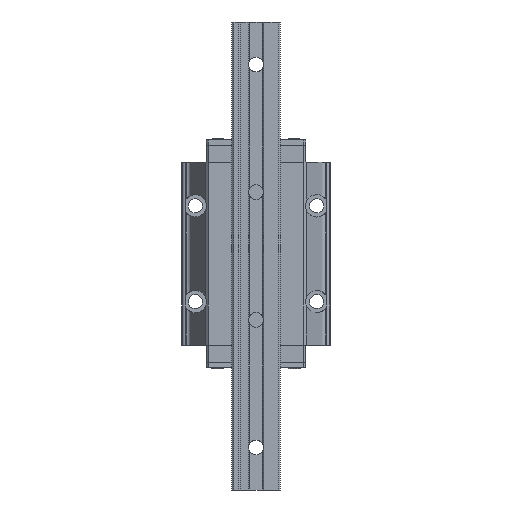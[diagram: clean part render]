
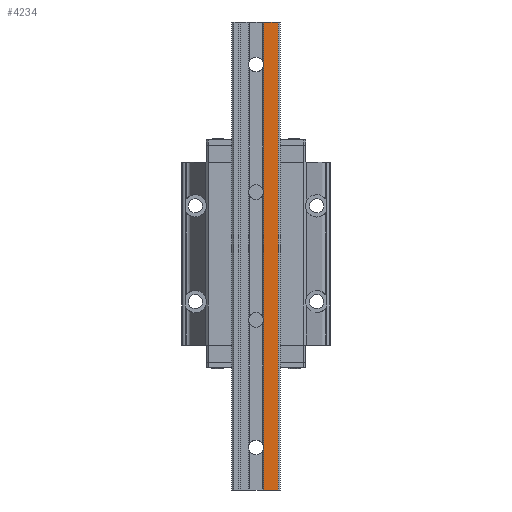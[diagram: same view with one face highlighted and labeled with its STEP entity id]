
A CAD part, front view. The second image highlights one B-rep face of the part: STEP entity #4234.
In plain terms, the highlighted planar face has unit normal (0, -1, 0).
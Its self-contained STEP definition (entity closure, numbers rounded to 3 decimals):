
#265 = AXIS2_PLACEMENT_3D ( 'NONE', #6954, #5690, #4437 ) ;
#660 = EDGE_CURVE ( 'NONE', #10028, #8646, #6885, .T. ) ;
#1178 = VECTOR ( 'NONE', #2787, 1000. ) ;
#1197 = EDGE_CURVE ( 'NONE', #8646, #8394, #5386, .T. ) ;
#2200 = ORIENTED_EDGE ( 'NONE', *, *, #9644, .F. ) ;
#2787 = DIRECTION ( 'NONE',  ( 1., 0., 0. ) ) ;
#2831 = EDGE_LOOP ( 'NONE', ( #10419, #2200, #11698, #8177 ) ) ;
#2866 = DIRECTION ( 'NONE',  ( 0., 0., 1. ) ) ;
#3980 = VECTOR ( 'NONE', #4368, 1000. ) ;
#4052 = EDGE_CURVE ( 'NONE', #5173, #8394, #5305, .T. ) ;
#4057 = CARTESIAN_POINT ( 'NONE',  ( 3.7, -20., 0. ) ) ;
#4138 = CARTESIAN_POINT ( 'NONE',  ( 10.4, -20., -220. ) ) ;
#4234 = ADVANCED_FACE ( 'NONE', ( #11607 ), #8213, .T. ) ;
#4368 = DIRECTION ( 'NONE',  ( 1., 0., 0. ) ) ;
#4437 = DIRECTION ( 'NONE',  ( 0., 0., -1. ) ) ;
#5173 = VERTEX_POINT ( 'NONE', #10279 ) ;
#5305 = LINE ( 'NONE', #4057, #1178 ) ;
#5386 = LINE ( 'NONE', #4138, #8098 ) ;
#5613 = CARTESIAN_POINT ( 'NONE',  ( 3.7, -20., -220. ) ) ;
#5690 = DIRECTION ( 'NONE',  ( 0., -1., 0. ) ) ;
#6522 = DIRECTION ( 'NONE',  ( 0., 0., 1. ) ) ;
#6885 = LINE ( 'NONE', #5613, #3980 ) ;
#6954 = CARTESIAN_POINT ( 'NONE',  ( 3.7, -20., -220. ) ) ;
#7228 = VECTOR ( 'NONE', #6522, 1000. ) ;
#7777 = CARTESIAN_POINT ( 'NONE',  ( 3.7, -20., -220. ) ) ;
#8098 = VECTOR ( 'NONE', #2866, 1000. ) ;
#8177 = ORIENTED_EDGE ( 'NONE', *, *, #1197, .T. ) ;
#8213 = PLANE ( 'NONE',  #265 ) ;
#8394 = VERTEX_POINT ( 'NONE', #9002 ) ;
#8646 = VERTEX_POINT ( 'NONE', #11675 ) ;
#9002 = CARTESIAN_POINT ( 'NONE',  ( 10.4, -20., 0. ) ) ;
#9035 = LINE ( 'NONE', #7777, #7228 ) ;
#9644 = EDGE_CURVE ( 'NONE', #10028, #5173, #9035, .T. ) ;
#10028 = VERTEX_POINT ( 'NONE', #10175 ) ;
#10175 = CARTESIAN_POINT ( 'NONE',  ( 3.7, -20., -220. ) ) ;
#10279 = CARTESIAN_POINT ( 'NONE',  ( 3.7, -20., 0. ) ) ;
#10419 = ORIENTED_EDGE ( 'NONE', *, *, #4052, .F. ) ;
#11607 = FACE_OUTER_BOUND ( 'NONE', #2831, .T. ) ;
#11675 = CARTESIAN_POINT ( 'NONE',  ( 10.4, -20., -220. ) ) ;
#11698 = ORIENTED_EDGE ( 'NONE', *, *, #660, .T. ) ;
